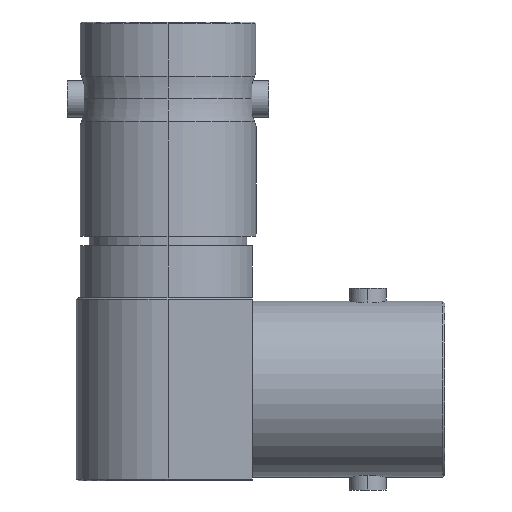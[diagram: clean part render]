
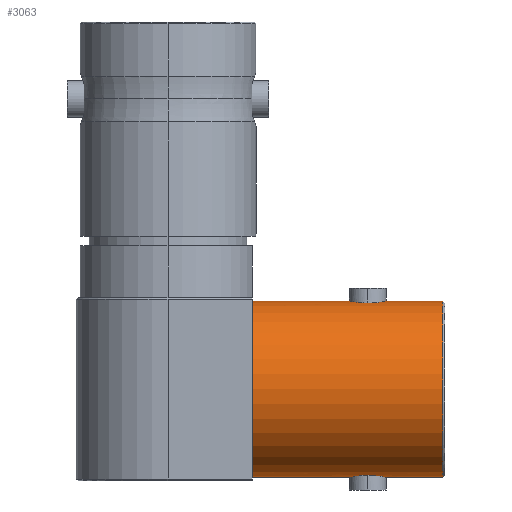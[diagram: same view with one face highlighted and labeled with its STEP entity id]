
A CAD part, left-side view. The second image highlights one B-rep face of the part: STEP entity #3063.
In plain terms, the highlighted cylindrical face has radius 4.8 mm (diameter 9.6 mm), a partial arc.
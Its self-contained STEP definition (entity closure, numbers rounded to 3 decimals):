
#40 = B_SPLINE_CURVE_WITH_KNOTS ( 'NONE', 3,
 ( #482, #186, #1036, #3341, #1891, #1907, #2482, #518, #466, #1093 ),
 .UNSPECIFIED., .F., .F.,
 ( 4, 2, 2, 2, 4 ),
 ( 0.002, 0.002, 0.002, 0.003, 0.003 ),
 .UNSPECIFIED. ) ;
#45 = CARTESIAN_POINT ( 'NONE',  ( -0.505, -11.773, -4.775 ) ) ;
#59 = CARTESIAN_POINT ( 'NONE',  ( 0., -11.9, -4.8 ) ) ;
#87 = CARTESIAN_POINT ( 'NONE',  ( 0., -9.9, -4.8 ) ) ;
#152 = LINE ( 'NONE', #3608, #2110 ) ;
#157 = VERTEX_POINT ( 'NONE', #87 ) ;
#160 = CARTESIAN_POINT ( 'NONE',  ( -0.504, -10.026, 4.775 ) ) ;
#162 = ORIENTED_EDGE ( 'NONE', *, *, #473, .F. ) ;
#186 = CARTESIAN_POINT ( 'NONE',  ( -0.131, -9.9, -4.8 ) ) ;
#216 = CARTESIAN_POINT ( 'NONE',  ( -1., -10.9, 4.695 ) ) ;
#234 = CARTESIAN_POINT ( 'NONE',  ( 0., 0., 4.8 ) ) ;
#246 = EDGE_CURVE ( 'NONE', #2837, #765, #2730, .T. ) ;
#329 = CARTESIAN_POINT ( 'NONE',  ( 0., 0., 4.8 ) ) ;
#374 = ORIENTED_EDGE ( 'NONE', *, *, #1967, .T. ) ;
#387 = DIRECTION ( 'NONE',  ( 0., 1., 0. ) ) ;
#389 = ORIENTED_EDGE ( 'NONE', *, *, #980, .F. ) ;
#396 = CARTESIAN_POINT ( 'NONE',  ( -0.615, -11.699, 4.761 ) ) ;
#420 = VERTEX_POINT ( 'NONE', #1727 ) ;
#466 = CARTESIAN_POINT ( 'NONE',  ( -1., -10.769, -4.695 ) ) ;
#468 = CARTESIAN_POINT ( 'NONE',  ( 0., -4.6, 0. ) ) ;
#473 = EDGE_CURVE ( 'NONE', #2561, #508, #634, .T. ) ;
#474 = ORIENTED_EDGE ( 'NONE', *, *, #965, .F. ) ;
#479 = CIRCLE ( 'NONE', #3321, 4.8 ) ;
#482 = CARTESIAN_POINT ( 'NONE',  ( 0., -9.9, -4.8 ) ) ;
#508 = VERTEX_POINT ( 'NONE', #3263 ) ;
#510 = CARTESIAN_POINT ( 'NONE',  ( -1., -10.9, 4.695 ) ) ;
#518 = CARTESIAN_POINT ( 'NONE',  ( -0.974, -10.638, -4.7 ) ) ;
#558 = CARTESIAN_POINT ( 'NONE',  ( 0., -4.6, 4.8 ) ) ;
#570 = ORIENTED_EDGE ( 'NONE', *, *, #1322, .T. ) ;
#603 = DIRECTION ( 'NONE',  ( 0., 1., 0. ) ) ;
#634 = LINE ( 'NONE', #1832, #3003 ) ;
#648 = CYLINDRICAL_SURFACE ( 'NONE', #3446, 4.8 ) ;
#717 = CARTESIAN_POINT ( 'NONE',  ( -0.974, -11.163, 4.7 ) ) ;
#730 = EDGE_CURVE ( 'NONE', #765, #824, #1137, .T. ) ;
#737 = CARTESIAN_POINT ( 'NONE',  ( -0.505, -11.773, 4.775 ) ) ;
#765 = VERTEX_POINT ( 'NONE', #510 ) ;
#782 = LINE ( 'NONE', #234, #2522 ) ;
#824 = VERTEX_POINT ( 'NONE', #861 ) ;
#861 = CARTESIAN_POINT ( 'NONE',  ( 0., -9.9, 4.8 ) ) ;
#965 = EDGE_CURVE ( 'NONE', #157, #2401, #152, .T. ) ;
#970 = CIRCLE ( 'NONE', #2051, 4.8 ) ;
#980 = EDGE_CURVE ( 'NONE', #2401, #2547, #479, .T. ) ;
#999 = CARTESIAN_POINT ( 'NONE',  ( -1., -10.9, 4.695 ) ) ;
#1008 = CARTESIAN_POINT ( 'NONE',  ( -1., -10.769, 4.695 ) ) ;
#1017 = DIRECTION ( 'NONE',  ( 0., 0., 1. ) ) ;
#1036 = CARTESIAN_POINT ( 'NONE',  ( -0.262, -9.926, -4.794 ) ) ;
#1084 = CARTESIAN_POINT ( 'NONE',  ( -0.8, -10.286, 4.734 ) ) ;
#1093 = CARTESIAN_POINT ( 'NONE',  ( -1., -10.9, -4.695 ) ) ;
#1137 = B_SPLINE_CURVE_WITH_KNOTS ( 'NONE', 3,
 ( #216, #1008, #3677, #3313, #1084, #1868, #160, #2535, #1659, #3413 ),
 .UNSPECIFIED., .F., .F.,
 ( 4, 2, 2, 2, 4 ),
 ( 0.002, 0.002, 0.002, 0.003, 0.003 ),
 .UNSPECIFIED. ) ;
#1144 = CARTESIAN_POINT ( 'NONE',  ( -0.615, -11.699, -4.761 ) ) ;
#1285 = CARTESIAN_POINT ( 'NONE',  ( -1., -11.031, 4.695 ) ) ;
#1322 = EDGE_CURVE ( 'NONE', #2561, #3638, #970, .T. ) ;
#1384 = DIRECTION ( 'NONE',  ( 0., 1., 0. ) ) ;
#1429 = ORIENTED_EDGE ( 'NONE', *, *, #2931, .T. ) ;
#1449 = DIRECTION ( 'NONE',  ( 0., 1., 0. ) ) ;
#1480 = CARTESIAN_POINT ( 'NONE',  ( -0.8, -11.515, -4.734 ) ) ;
#1541 = CARTESIAN_POINT ( 'NONE',  ( -0.799, -11.515, 4.734 ) ) ;
#1607 = DIRECTION ( 'NONE',  ( 0., 1., 0. ) ) ;
#1639 = CARTESIAN_POINT ( 'NONE',  ( 0., -11.9, 4.8 ) ) ;
#1659 = CARTESIAN_POINT ( 'NONE',  ( -0.131, -9.9, 4.8 ) ) ;
#1666 = B_SPLINE_CURVE_WITH_KNOTS ( 'NONE', 3,
 ( #2041, #1779, #2367, #3221, #1480, #1144, #45, #2599, #2343, #59 ),
 .UNSPECIFIED., .F., .F.,
 ( 4, 2, 2, 2, 4 ),
 ( 0.003, 0.004, 0.004, 0.004, 0.005 ),
 .UNSPECIFIED. ) ;
#1727 = CARTESIAN_POINT ( 'NONE',  ( -1., -10.9, -4.695 ) ) ;
#1779 = CARTESIAN_POINT ( 'NONE',  ( -1., -11.031, -4.695 ) ) ;
#1832 = CARTESIAN_POINT ( 'NONE',  ( 0., 0., -4.8 ) ) ;
#1838 = CARTESIAN_POINT ( 'NONE',  ( -0.263, -11.874, 4.794 ) ) ;
#1868 = CARTESIAN_POINT ( 'NONE',  ( -0.614, -10.1, 4.761 ) ) ;
#1891 = CARTESIAN_POINT ( 'NONE',  ( -0.615, -10.1, -4.761 ) ) ;
#1892 = CARTESIAN_POINT ( 'NONE',  ( -0.874, -11.403, 4.72 ) ) ;
#1907 = CARTESIAN_POINT ( 'NONE',  ( -0.8, -10.286, -4.734 ) ) ;
#1943 = ORIENTED_EDGE ( 'NONE', *, *, #2410, .T. ) ;
#1964 = CARTESIAN_POINT ( 'NONE',  ( 0., -15., -4.8 ) ) ;
#1967 = EDGE_CURVE ( 'NONE', #157, #420, #40, .T. ) ;
#1984 = CARTESIAN_POINT ( 'NONE',  ( 0., -15., 0. ) ) ;
#2039 = ORIENTED_EDGE ( 'NONE', *, *, #2955, .T. ) ;
#2041 = CARTESIAN_POINT ( 'NONE',  ( -1., -10.9, -4.695 ) ) ;
#2051 = AXIS2_PLACEMENT_3D ( 'NONE', #1984, #1449, #3168 ) ;
#2065 = ORIENTED_EDGE ( 'NONE', *, *, #730, .T. ) ;
#2110 = VECTOR ( 'NONE', #3629, 1000. ) ;
#2114 = CARTESIAN_POINT ( 'NONE',  ( 0., -11.9, 4.8 ) ) ;
#2335 = LINE ( 'NONE', #329, #3520 ) ;
#2343 = CARTESIAN_POINT ( 'NONE',  ( -0.132, -11.9, -4.8 ) ) ;
#2367 = CARTESIAN_POINT ( 'NONE',  ( -0.974, -11.163, -4.7 ) ) ;
#2401 = VERTEX_POINT ( 'NONE', #2590 ) ;
#2410 = EDGE_CURVE ( 'NONE', #3638, #2837, #2335, .T. ) ;
#2482 = CARTESIAN_POINT ( 'NONE',  ( -0.874, -10.396, -4.72 ) ) ;
#2522 = VECTOR ( 'NONE', #1384, 1000. ) ;
#2535 = CARTESIAN_POINT ( 'NONE',  ( -0.262, -9.926, 4.794 ) ) ;
#2547 = VERTEX_POINT ( 'NONE', #558 ) ;
#2561 = VERTEX_POINT ( 'NONE', #1964 ) ;
#2590 = CARTESIAN_POINT ( 'NONE',  ( 0., -4.6, -4.8 ) ) ;
#2599 = CARTESIAN_POINT ( 'NONE',  ( -0.262, -11.874, -4.794 ) ) ;
#2679 = DIRECTION ( 'NONE',  ( 0., 1., 0. ) ) ;
#2730 = B_SPLINE_CURVE_WITH_KNOTS ( 'NONE', 3,
 ( #2114, #3273, #1838, #737, #396, #1541, #1892, #717, #1285, #999 ),
 .UNSPECIFIED., .F., .F.,
 ( 4, 2, 2, 2, 4 ),
 ( 0., 0., 0.001, 0.001, 0.002 ),
 .UNSPECIFIED. ) ;
#2837 = VERTEX_POINT ( 'NONE', #1639 ) ;
#2931 = EDGE_CURVE ( 'NONE', #824, #2547, #782, .T. ) ;
#2955 = EDGE_CURVE ( 'NONE', #420, #508, #1666, .T. ) ;
#3003 = VECTOR ( 'NONE', #2679, 1000. ) ;
#3005 = DIRECTION ( 'NONE',  ( 0., 0., 1. ) ) ;
#3063 = ADVANCED_FACE ( 'NONE', ( #3259 ), #648, .T. ) ;
#3168 = DIRECTION ( 'NONE',  ( 0., 0., 1. ) ) ;
#3221 = CARTESIAN_POINT ( 'NONE',  ( -0.874, -11.404, -4.72 ) ) ;
#3241 = CARTESIAN_POINT ( 'NONE',  ( 0., 0., 0. ) ) ;
#3259 = FACE_OUTER_BOUND ( 'NONE', #3687, .T. ) ;
#3263 = CARTESIAN_POINT ( 'NONE',  ( 0., -11.9, -4.8 ) ) ;
#3273 = CARTESIAN_POINT ( 'NONE',  ( -0.133, -11.9, 4.8 ) ) ;
#3313 = CARTESIAN_POINT ( 'NONE',  ( -0.873, -10.395, 4.72 ) ) ;
#3321 = AXIS2_PLACEMENT_3D ( 'NONE', #468, #1607, #1017 ) ;
#3341 = CARTESIAN_POINT ( 'NONE',  ( -0.505, -10.027, -4.775 ) ) ;
#3413 = CARTESIAN_POINT ( 'NONE',  ( 0., -9.9, 4.8 ) ) ;
#3446 = AXIS2_PLACEMENT_3D ( 'NONE', #3241, #387, #3005 ) ;
#3520 = VECTOR ( 'NONE', #603, 1000. ) ;
#3608 = CARTESIAN_POINT ( 'NONE',  ( 0., 0., -4.8 ) ) ;
#3629 = DIRECTION ( 'NONE',  ( 0., 1., 0. ) ) ;
#3630 = CARTESIAN_POINT ( 'NONE',  ( 0., -15., 4.8 ) ) ;
#3638 = VERTEX_POINT ( 'NONE', #3630 ) ;
#3675 = ORIENTED_EDGE ( 'NONE', *, *, #246, .T. ) ;
#3677 = CARTESIAN_POINT ( 'NONE',  ( -0.974, -10.638, 4.7 ) ) ;
#3687 = EDGE_LOOP ( 'NONE', ( #162, #570, #1943, #3675, #2065, #1429, #389, #474, #374, #2039 ) ) ;
